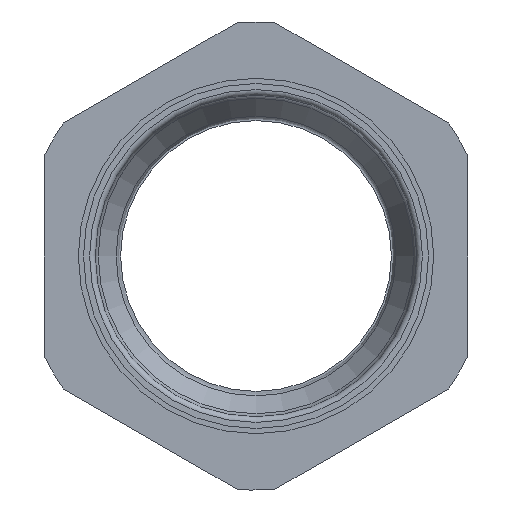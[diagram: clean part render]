
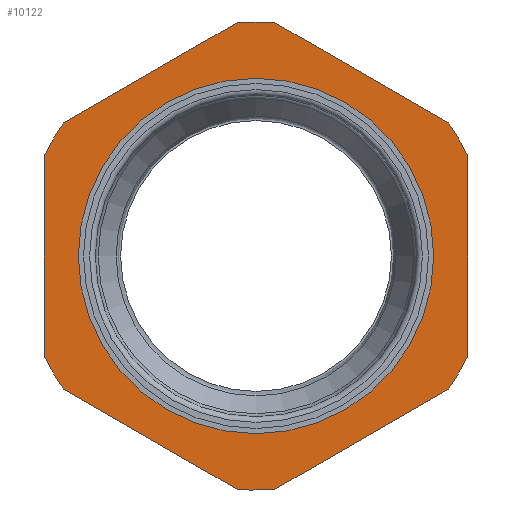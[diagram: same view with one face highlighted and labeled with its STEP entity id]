
A CAD part, front view. The second image highlights one B-rep face of the part: STEP entity #10122.
In plain terms, the highlighted planar face has unit normal (0, -1, 0).
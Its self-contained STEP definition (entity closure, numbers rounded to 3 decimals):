
#123 = AXIS2_PLACEMENT_3D ( 'NONE', #7966, #4140, #1264 ) ;
#212 = LINE ( 'NONE', #593, #7701 ) ;
#232 = CIRCLE ( 'NONE', #10220, 41.5 ) ;
#257 = EDGE_CURVE ( 'NONE', #10440, #7648, #232, .T. ) ;
#398 = DIRECTION ( 'NONE',  ( -1., 0., 0. ) ) ;
#593 = CARTESIAN_POINT ( 'NONE',  ( 21.651, 0., -37.5 ) ) ;
#631 = ORIENTED_EDGE ( 'NONE', *, *, #7531, .T. ) ;
#789 = EDGE_CURVE ( 'NONE', #3913, #1219, #3664, .T. ) ;
#898 = VERTEX_POINT ( 'NONE', #9329 ) ;
#914 = CARTESIAN_POINT ( 'NONE',  ( -43.301, 0., 0. ) ) ;
#973 = VECTOR ( 'NONE', #1700, 1000. ) ;
#1085 = CARTESIAN_POINT ( 'NONE',  ( -41.364, 0., -3.355 ) ) ;
#1123 = DIRECTION ( 'NONE',  ( 0., 0., 1. ) ) ;
#1219 = VERTEX_POINT ( 'NONE', #7126 ) ;
#1228 = DIRECTION ( 'NONE',  ( 0., 1., 0. ) ) ;
#1264 = DIRECTION ( 'NONE',  ( 0., 0., 1. ) ) ;
#1429 = LINE ( 'NONE', #5316, #6001 ) ;
#1700 = DIRECTION ( 'NONE',  ( -0.5, 0., -0.866 ) ) ;
#2108 = EDGE_CURVE ( 'NONE', #5968, #5968, #10456, .T. ) ;
#2294 = DIRECTION ( 'NONE',  ( 0., -1., 0. ) ) ;
#2371 = VECTOR ( 'NONE', #2465, 1000. ) ;
#2465 = DIRECTION ( 'NONE',  ( 1., 0., 0. ) ) ;
#2745 = CIRCLE ( 'NONE', #9877, 41.5 ) ;
#2927 = CARTESIAN_POINT ( 'NONE',  ( 0., 0., 0. ) ) ;
#3024 = ORIENTED_EDGE ( 'NONE', *, *, #4115, .F. ) ;
#3072 = CARTESIAN_POINT ( 'NONE',  ( 17.776, 0., 37.5 ) ) ;
#3111 = DIRECTION ( 'NONE',  ( 0., -1., 0. ) ) ;
#3115 = EDGE_CURVE ( 'NONE', #9368, #7100, #4895, .T. ) ;
#3118 = DIRECTION ( 'NONE',  ( 0., 0., 1. ) ) ;
#3240 = CARTESIAN_POINT ( 'NONE',  ( 43.301, 0., 0. ) ) ;
#3268 = CARTESIAN_POINT ( 'NONE',  ( -23.588, 0., 34.145 ) ) ;
#3611 = LINE ( 'NONE', #914, #5085 ) ;
#3647 = VERTEX_POINT ( 'NONE', #10831 ) ;
#3664 = CIRCLE ( 'NONE', #7102, 41.5 ) ;
#3754 = EDGE_LOOP ( 'NONE', ( #10422, #10048, #10263, #4736, #631, #11398, #5096, #4172, #7930, #3024, #10694, #11904 ) ) ;
#3913 = VERTEX_POINT ( 'NONE', #9615 ) ;
#3921 = PLANE ( 'NONE',  #6862 ) ;
#4004 = CARTESIAN_POINT ( 'NONE',  ( -41.364, 0., 3.355 ) ) ;
#4031 = EDGE_CURVE ( 'NONE', #898, #11667, #2745, .T. ) ;
#4115 = EDGE_CURVE ( 'NONE', #898, #7648, #1429, .T. ) ;
#4140 = DIRECTION ( 'NONE',  ( 0., -1., 0. ) ) ;
#4172 = ORIENTED_EDGE ( 'NONE', *, *, #11152, .F. ) ;
#4184 = CARTESIAN_POINT ( 'NONE',  ( -21.651, 0., 37.5 ) ) ;
#4228 = AXIS2_PLACEMENT_3D ( 'NONE', #7132, #2294, #6177 ) ;
#4359 = DIRECTION ( 'NONE',  ( 0.5, 0., -0.866 ) ) ;
#4392 = VERTEX_POINT ( 'NONE', #7016 ) ;
#4505 = CARTESIAN_POINT ( 'NONE',  ( 0., 0., 0. ) ) ;
#4641 = CIRCLE ( 'NONE', #4228, 41.5 ) ;
#4678 = AXIS2_PLACEMENT_3D ( 'NONE', #2927, #3111, #1123 ) ;
#4730 = CARTESIAN_POINT ( 'NONE',  ( 41.364, 0., -3.355 ) ) ;
#4736 = ORIENTED_EDGE ( 'NONE', *, *, #3115, .F. ) ;
#4895 = LINE ( 'NONE', #5672, #9856 ) ;
#4935 = DIRECTION ( 'NONE',  ( 0., -1., 0. ) ) ;
#5062 = CARTESIAN_POINT ( 'NONE',  ( 0., 0., 0. ) ) ;
#5085 = VECTOR ( 'NONE', #11388, 1000. ) ;
#5096 = ORIENTED_EDGE ( 'NONE', *, *, #789, .T. ) ;
#5195 = LINE ( 'NONE', #4184, #2371 ) ;
#5316 = CARTESIAN_POINT ( 'NONE',  ( 21.651, 0., 37.5 ) ) ;
#5672 = CARTESIAN_POINT ( 'NONE',  ( -21.651, 0., -37.5 ) ) ;
#5901 = CARTESIAN_POINT ( 'NONE',  ( 0., 0., 0. ) ) ;
#5968 = VERTEX_POINT ( 'NONE', #6851 ) ;
#5983 = CARTESIAN_POINT ( 'NONE',  ( -23.588, 0., -34.145 ) ) ;
#6001 = VECTOR ( 'NONE', #4359, 1000. ) ;
#6107 = ORIENTED_EDGE ( 'NONE', *, *, #2108, .F. ) ;
#6177 = DIRECTION ( 'NONE',  ( 0., 0., 1. ) ) ;
#6264 = EDGE_CURVE ( 'NONE', #3647, #11667, #5195, .T. ) ;
#6539 = DIRECTION ( 'NONE',  ( 0., 0., 1. ) ) ;
#6561 = AXIS2_PLACEMENT_3D ( 'NONE', #7963, #11859, #3118 ) ;
#6851 = CARTESIAN_POINT ( 'NONE',  ( 0., 0., 31.5 ) ) ;
#6862 = AXIS2_PLACEMENT_3D ( 'NONE', #5062, #1228, #9855 ) ;
#7016 = CARTESIAN_POINT ( 'NONE',  ( -17.776, 0., -37.5 ) ) ;
#7100 = VERTEX_POINT ( 'NONE', #1085 ) ;
#7102 = AXIS2_PLACEMENT_3D ( 'NONE', #12490, #10923, #9912 ) ;
#7126 = CARTESIAN_POINT ( 'NONE',  ( 23.588, 0., -34.145 ) ) ;
#7132 = CARTESIAN_POINT ( 'NONE',  ( 0., 0., 0. ) ) ;
#7531 = EDGE_CURVE ( 'NONE', #9368, #4392, #9915, .T. ) ;
#7648 = VERTEX_POINT ( 'NONE', #11343 ) ;
#7701 = VECTOR ( 'NONE', #398, 1000. ) ;
#7930 = ORIENTED_EDGE ( 'NONE', *, *, #257, .T. ) ;
#7963 = CARTESIAN_POINT ( 'NONE',  ( 0., 0., 0. ) ) ;
#7966 = CARTESIAN_POINT ( 'NONE',  ( 0., 0., 0. ) ) ;
#9108 = LINE ( 'NONE', #3240, #973 ) ;
#9329 = CARTESIAN_POINT ( 'NONE',  ( 23.588, 0., 34.145 ) ) ;
#9368 = VERTEX_POINT ( 'NONE', #5983 ) ;
#9376 = EDGE_LOOP ( 'NONE', ( #6107 ) ) ;
#9615 = CARTESIAN_POINT ( 'NONE',  ( 17.776, 0., -37.5 ) ) ;
#9797 = DIRECTION ( 'NONE',  ( 0., 0., 1. ) ) ;
#9855 = DIRECTION ( 'NONE',  ( 0., 0., 1. ) ) ;
#9856 = VECTOR ( 'NONE', #12465, 1000. ) ;
#9877 = AXIS2_PLACEMENT_3D ( 'NONE', #5901, #4935, #9797 ) ;
#9912 = DIRECTION ( 'NONE',  ( 0., 0., 1. ) ) ;
#9915 = CIRCLE ( 'NONE', #123, 41.5 ) ;
#9919 = FACE_OUTER_BOUND ( 'NONE', #3754, .T. ) ;
#10048 = ORIENTED_EDGE ( 'NONE', *, *, #12543, .F. ) ;
#10122 = ADVANCED_FACE ( 'NONE', ( #11952, #9919 ), #3921, .F. ) ;
#10210 = EDGE_CURVE ( 'NONE', #3913, #4392, #212, .T. ) ;
#10220 = AXIS2_PLACEMENT_3D ( 'NONE', #4505, #11206, #6539 ) ;
#10263 = ORIENTED_EDGE ( 'NONE', *, *, #12420, .T. ) ;
#10288 = VERTEX_POINT ( 'NONE', #3268 ) ;
#10422 = ORIENTED_EDGE ( 'NONE', *, *, #10713, .T. ) ;
#10440 = VERTEX_POINT ( 'NONE', #4730 ) ;
#10456 = CIRCLE ( 'NONE', #6561, 31.5 ) ;
#10694 = ORIENTED_EDGE ( 'NONE', *, *, #4031, .T. ) ;
#10713 = EDGE_CURVE ( 'NONE', #3647, #10288, #4641, .T. ) ;
#10831 = CARTESIAN_POINT ( 'NONE',  ( -17.776, 0., 37.5 ) ) ;
#10923 = DIRECTION ( 'NONE',  ( 0., -1., 0. ) ) ;
#11152 = EDGE_CURVE ( 'NONE', #10440, #1219, #9108, .T. ) ;
#11206 = DIRECTION ( 'NONE',  ( 0., -1., 0. ) ) ;
#11343 = CARTESIAN_POINT ( 'NONE',  ( 41.364, 0., 3.355 ) ) ;
#11388 = DIRECTION ( 'NONE',  ( 0.5, 0., 0.866 ) ) ;
#11398 = ORIENTED_EDGE ( 'NONE', *, *, #10210, .F. ) ;
#11667 = VERTEX_POINT ( 'NONE', #3072 ) ;
#11859 = DIRECTION ( 'NONE',  ( 0., -1., 0. ) ) ;
#11904 = ORIENTED_EDGE ( 'NONE', *, *, #6264, .F. ) ;
#11952 = FACE_BOUND ( 'NONE', #9376, .T. ) ;
#12356 = VERTEX_POINT ( 'NONE', #4004 ) ;
#12420 = EDGE_CURVE ( 'NONE', #12356, #7100, #12447, .T. ) ;
#12447 = CIRCLE ( 'NONE', #4678, 41.5 ) ;
#12465 = DIRECTION ( 'NONE',  ( -0.5, 0., 0.866 ) ) ;
#12490 = CARTESIAN_POINT ( 'NONE',  ( 0., 0., 0. ) ) ;
#12543 = EDGE_CURVE ( 'NONE', #12356, #10288, #3611, .T. ) ;
